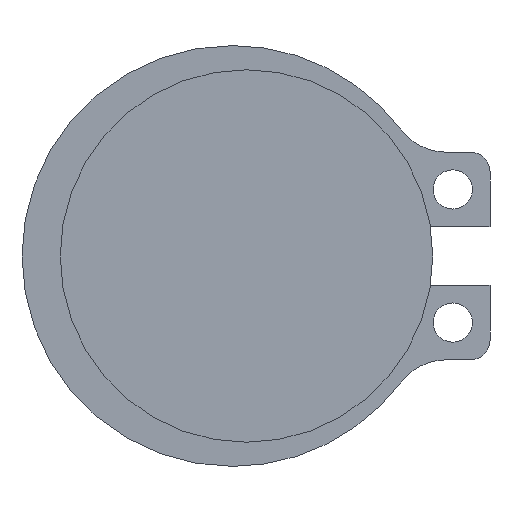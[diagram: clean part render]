
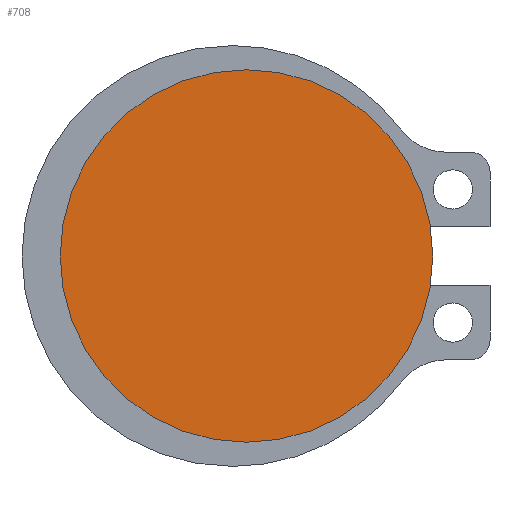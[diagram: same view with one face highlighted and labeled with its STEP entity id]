
A CAD part, left-side view. The second image highlights one B-rep face of the part: STEP entity #708.
In plain terms, the highlighted planar face has unit normal (-1, 0, 0).
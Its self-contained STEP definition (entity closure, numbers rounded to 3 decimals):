
#83 = EDGE_CURVE ( 'NONE', #1106, #876, #146, .T. ) ;
#138 = CARTESIAN_POINT ( 'NONE',  ( -240., -9.5, 0. ) ) ;
#146 = CIRCLE ( 'NONE', #1150, 9.5 ) ;
#263 = DIRECTION ( 'NONE',  ( 0., 1., 0. ) ) ;
#380 = CARTESIAN_POINT ( 'NONE',  ( -240., 9.5, 0. ) ) ;
#466 = CARTESIAN_POINT ( 'NONE',  ( -240., 0., 0. ) ) ;
#559 = CARTESIAN_POINT ( 'NONE',  ( -240., 0., 0. ) ) ;
#560 = DIRECTION ( 'NONE',  ( 0., -1., 0. ) ) ;
#570 = CARTESIAN_POINT ( 'NONE',  ( -240., 0., 0. ) ) ;
#628 = FACE_OUTER_BOUND ( 'NONE', #749, .T. ) ;
#670 = DIRECTION ( 'NONE',  ( 1., 0., 0. ) ) ;
#708 = ADVANCED_FACE ( 'NONE', ( #628 ), #765, .F. ) ;
#749 = EDGE_LOOP ( 'NONE', ( #943, #887 ) ) ;
#765 = PLANE ( 'NONE',  #1281 ) ;
#770 = DIRECTION ( 'NONE',  ( 0., -1., 0. ) ) ;
#876 = VERTEX_POINT ( 'NONE', #138 ) ;
#887 = ORIENTED_EDGE ( 'NONE', *, *, #83, .T. ) ;
#943 = ORIENTED_EDGE ( 'NONE', *, *, #1162, .T. ) ;
#1085 = DIRECTION ( 'NONE',  ( -1., 0., 0. ) ) ;
#1086 = DIRECTION ( 'NONE',  ( -1., 0., 0. ) ) ;
#1106 = VERTEX_POINT ( 'NONE', #380 ) ;
#1150 = AXIS2_PLACEMENT_3D ( 'NONE', #466, #1086, #560 ) ;
#1162 = EDGE_CURVE ( 'NONE', #876, #1106, #1316, .T. ) ;
#1281 = AXIS2_PLACEMENT_3D ( 'NONE', #570, #670, #263 ) ;
#1316 = CIRCLE ( 'NONE', #1318, 9.5 ) ;
#1318 = AXIS2_PLACEMENT_3D ( 'NONE', #559, #1085, #770 ) ;
